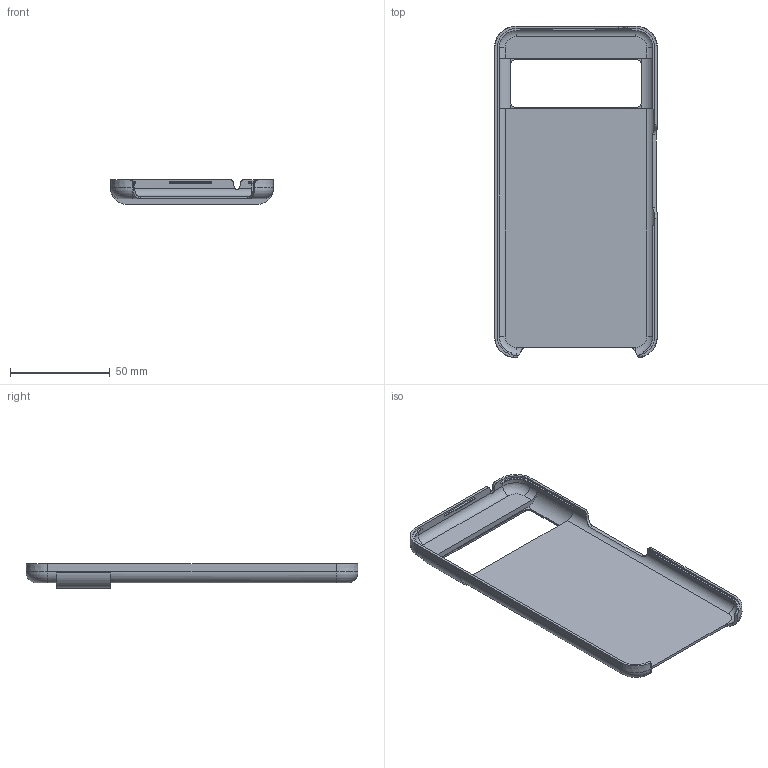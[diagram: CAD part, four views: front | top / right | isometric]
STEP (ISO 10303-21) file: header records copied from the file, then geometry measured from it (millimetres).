
FILE_DESCRIPTION(/* description */ (''),/* implementation_level */ '2;1');
FILE_NAME(/* name */ 'Phone Case.step',/* time_stamp */ '2025-11-01T11:14:39-05:00',/* author */ (''),/* organization */ (''),/* preprocessor_version */ 'ST-DEVELOPER v20.1',/* originating_system */ 'Autodesk Translation Framework v14.17.0.0',/* authorisation */ '');
FILE_SCHEMA (('AUTOMOTIVE_DESIGN { 1 0 10303 214 3 1 1 }'));
Length unit declared in the file: millimetre
Products named in the file (1): (Unsaved)
Bounding box: 81.87 x 166.77 x 12.3 mm (x, y, z)
Volume: 18661 mm3; surface area: 30201 mm2
Topology: 1 solids, 1 shells, 128 faces, 326 edges, 199 vertices
Faces by surface type: plane 67, cylinder 35, cone 18, torus 8
Entity records: 3963 total; most frequent: CARTESIAN_POINT 826, DIRECTION 662, ORIENTED_EDGE 652, EDGE_CURVE 326, AXIS2_PLACEMENT_3D 232, VERTEX_POINT 199, LINE 198, VECTOR 198
